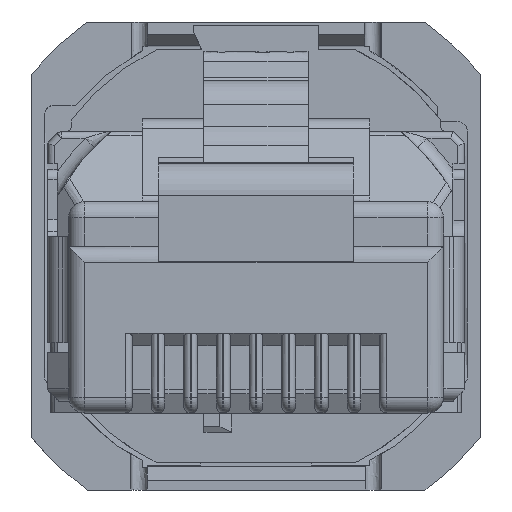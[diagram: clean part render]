
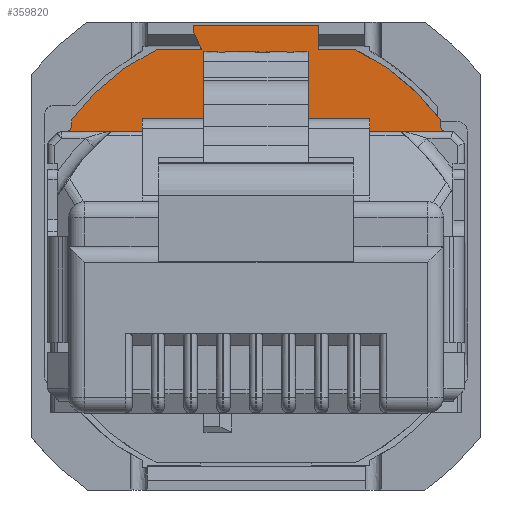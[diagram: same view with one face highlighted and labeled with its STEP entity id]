
A CAD part, front view. The second image highlights one B-rep face of the part: STEP entity #359820.
In plain terms, the highlighted face is planar.
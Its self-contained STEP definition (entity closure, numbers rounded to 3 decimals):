
#154090=CARTESIAN_POINT('',(16.,8.15,1.95));
#154100=VERTEX_POINT('',#154090);
#154130=CARTESIAN_POINT('',(16.,1.7,1.95));
#154140=DIRECTION('',(0.,-1.,0.));
#154150=VECTOR('',#154140,1.);
#154160=LINE('',#154130,#154150);
#154170=CARTESIAN_POINT('',(16.,8.9,1.95));
#154180=VERTEX_POINT('',#154170);
#154190=EDGE_CURVE('',#154180,#154100,#154160,.T.);
#154920=CARTESIAN_POINT('',(16.,8.9,-1.95));
#154930=VERTEX_POINT('',#154920);
#154980=CARTESIAN_POINT('',(16.,8.9,0.));
#154990=DIRECTION('',(0.,0.,1.));
#155000=VECTOR('',#154990,1.);
#155010=LINE('',#154980,#155000);
#155020=EDGE_CURVE('',#154930,#154180,#155010,.T.);
#358450=CARTESIAN_POINT('',(16.,5.775,5.75))
;
#358460=VERTEX_POINT('',#358450);
#358490=CARTESIAN_POINT('',(16.,2.199,
5.75));
#358500=DIRECTION('',(0.,1.,0.));
#358510=VECTOR('',#358500,1.);
#358520=LINE('',#358490,#358510);
#358530=CARTESIAN_POINT('',(16.,5.95,
5.75));
#358540=VERTEX_POINT('',#358530);
#358550=EDGE_CURVE('',#358460,#358540,#358520,.T.);
#358780=CARTESIAN_POINT('',(16.,5.575,5.95))
;
#358790=VERTEX_POINT('',#358780);
#358820=CARTESIAN_POINT('',(16.,5.775,
5.95));
#358830=DIRECTION('',(1.,0.,0.));
#358840=DIRECTION('',(0.,-1.,0.));
#358850=AXIS2_PLACEMENT_3D('',#358820,#358830,#358840);
#358860=CIRCLE('',#358850,0.2);
#358870=EDGE_CURVE('',#358790,#358460,#358860,.T.);
#359000=CARTESIAN_POINT('',(16.,-3.175,-1.125));
#359010=DIRECTION('',(-1.,0.,0.));
#359020=DIRECTION('',(0.,0.,1.));
#359030=AXIS2_PLACEMENT_3D('',#359000,#359010,#359020);
#359040=PLANE('',#359030);
#359050=CARTESIAN_POINT('',(16.,8.15,0.));
#359060=DIRECTION('',(0.,0.,-1.));
#359070=VECTOR('',#359060,1.);
#359080=LINE('',#359050,#359070);
#359090=CARTESIAN_POINT('',(16.,8.15,3.085));
#359100=VERTEX_POINT('',#359090);
#359110=EDGE_CURVE('',#359100,#154100,#359080,.T.);
#359120=ORIENTED_EDGE('',*,*,#359110,.T.);
#359130=CARTESIAN_POINT('',(16.,1.7,0.));
#359140=DIRECTION('',(1.,0.,0.));
#359150=DIRECTION('',(0.,1.,0.));
#359160=AXIS2_PLACEMENT_3D('',#359130,#359140,#359150);
#359170=CIRCLE('',#359160,7.15);
#359180=EDGE_CURVE('',#359100,#358540,#359170,.T.);
#359190=ORIENTED_EDGE('',*,*,#359180,.F.);
#359200=ORIENTED_EDGE('',*,*,#358550,.T.);
#359210=ORIENTED_EDGE('',*,*,#358870,.T.);
#359220=CARTESIAN_POINT('',(16.,5.575,1.624));
#359230=DIRECTION('',(0.,0.,-1.));
#359240=VECTOR('',#359230,1.);
#359250=LINE('',#359220,#359240);
#359260=CARTESIAN_POINT('',(16.,5.575,-5.95));
#359270=VERTEX_POINT('',#359260);
#359280=EDGE_CURVE('',#358790,#359270,#359250,.T.);
#359290=ORIENTED_EDGE('',*,*,#359280,.F.);
#359300=CARTESIAN_POINT('',(16.,5.775,-5.95));
#359310=DIRECTION('',(-1.,0.,0.));
#359320=DIRECTION('',(0.,0.,1.));
#359330=AXIS2_PLACEMENT_3D('',#359300,#359310,#359320);
#359340=CIRCLE('',#359330,0.2);
#359350=CARTESIAN_POINT('',(16.,5.775,-5.75));
#359360=VERTEX_POINT('',#359350);
#359370=EDGE_CURVE('',#359270,#359360,#359340,.T.);
#359380=ORIENTED_EDGE('',*,*,#359370,.F.);
#359390=CARTESIAN_POINT('',(16.,2.199,-5.75));
#359400=DIRECTION('',(0.,-1.,0.));
#359410=VECTOR('',#359400,1.);
#359420=LINE('',#359390,#359410);
#359430=CARTESIAN_POINT('',(16.,5.95,-5.75));
#359440=VERTEX_POINT('',#359430);
#359450=EDGE_CURVE('',#359440,#359360,#359420,.T.);
#359460=ORIENTED_EDGE('',*,*,#359450,.T.);
#359470=CARTESIAN_POINT('',(16.,1.7,0.));
#359480=DIRECTION('',(1.,0.,0.));
#359490=DIRECTION('',(0.,1.,0.));
#359500=AXIS2_PLACEMENT_3D('',#359470,#359480,#359490);
#359510=CIRCLE('',#359500,7.15);
#359520=CARTESIAN_POINT('',(16.,8.15,-3.085));
#359530=VERTEX_POINT('',#359520);
#359540=EDGE_CURVE('',#359440,#359530,#359510,.T.);
#359550=ORIENTED_EDGE('',*,*,#359540,.F.);
#359560=CARTESIAN_POINT('',(16.,8.15,1.624));
#359570=DIRECTION('',(0.,0.,-1.));
#359580=VECTOR('',#359570,1.);
#359590=LINE('',#359560,#359580);
#359600=CARTESIAN_POINT('',(16.,8.15,-1.7));
#359610=VERTEX_POINT('',#359600);
#359620=EDGE_CURVE('',#359610,#359530,#359590,.T.);
#359630=ORIENTED_EDGE('',*,*,#359620,.T.);
#359640=CARTESIAN_POINT('',(16.,1.7,1.232));
#359650=DIRECTION('',(0.,-0.91,
0.414));
#359660=VECTOR('',#359650,1.);
#359670=LINE('',#359640,#359660);
#359680=CARTESIAN_POINT('',(16.,8.7,-1.95));
#359690=VERTEX_POINT('',#359680);
#359700=EDGE_CURVE('',#359690,#359610,#359670,.T.);
#359710=ORIENTED_EDGE('',*,*,#359700,.T.);
#359720=CARTESIAN_POINT('',(16.,1.7,-1.95));
#359730=DIRECTION('',(0.,-1.,0.));
#359740=VECTOR('',#359730,1.);
#359750=LINE('',#359720,#359740);
#359760=EDGE_CURVE('',#154930,#359690,#359750,.T.);
#359770=ORIENTED_EDGE('',*,*,#359760,.T.);
#359780=ORIENTED_EDGE('',*,*,#155020,.F.);
#359790=ORIENTED_EDGE('',*,*,#154190,.F.);
#359800=EDGE_LOOP('',(#359790,#359780,#359770,#359710,#359630,#359550,
#359460,#359380,#359290,#359210,#359200,#359190,#359120));
#359810=FACE_OUTER_BOUND('',#359800,.T.);
#359820=ADVANCED_FACE('',(#359810),#359040,.T.);
